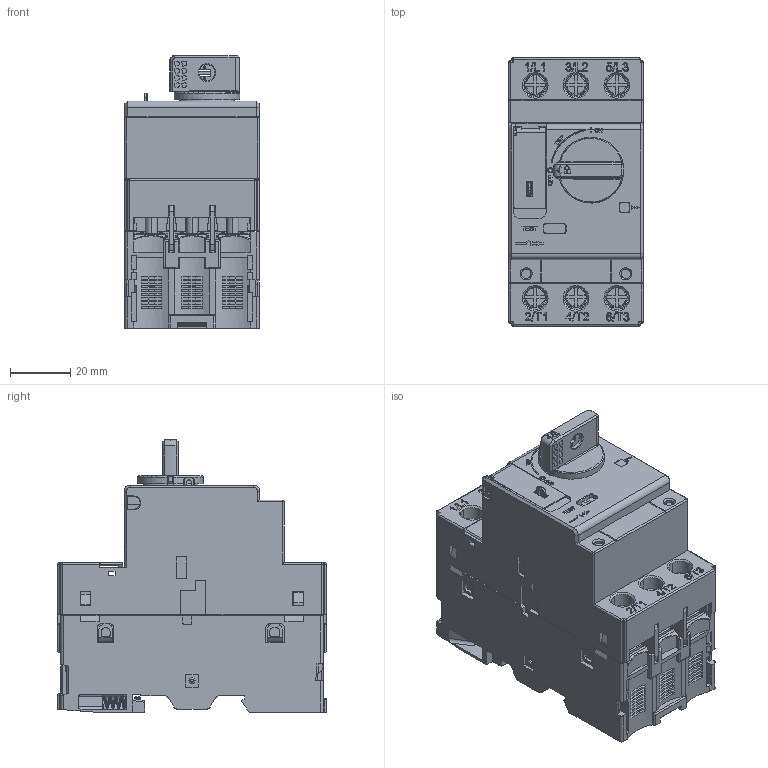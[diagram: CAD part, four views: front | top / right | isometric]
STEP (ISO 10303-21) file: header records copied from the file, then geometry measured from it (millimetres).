
FILE_DESCRIPTION((''),'2;1');
FILE_NAME('GM2P','2023-08-23T',('yuhang.ou'),(''),'PRO/ENGINEER BY PARAMETRIC TECHNOLOGY CORPORATION, 2015440','PRO/ENGINEER BY PARAMETRIC TECHNOLOGY CORPORATION, 2015440','');
FILE_SCHEMA(('CONFIG_CONTROL_DESIGN'));
Products named in the file (1): GM2P
Bounding box: 44.5 x 89 x 90.7 mm (x, y, z)
Volume: 206578.3 mm3; surface area: 69506.4 mm2
Topology: 1 solids, 1 shells, 4734 faces, 13721 edges, 8942 vertices
Faces by surface type: plane 3252, cylinder 863, extrusion 222, torus 158, bspline 116, cone 99, sphere 24
Entity records: 176232 total; most frequent: CARTESIAN_POINT 52463, ORIENTED_EDGE 27394, DIRECTION 23476, EDGE_CURVE 13697, VECTOR 10234, LINE 10012, VERTEX_POINT 8942, AXIS2_PLACEMENT_3D 6621
